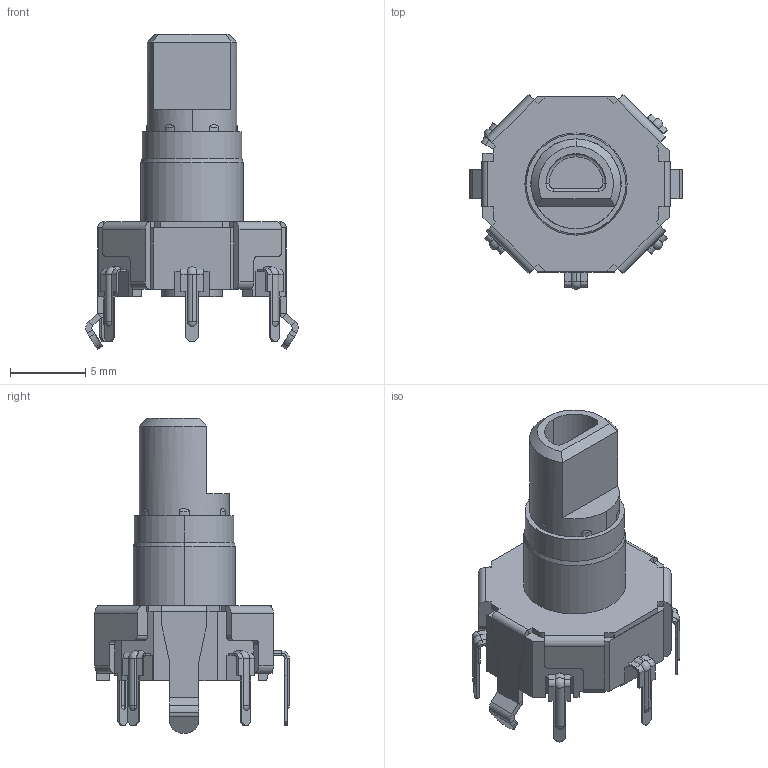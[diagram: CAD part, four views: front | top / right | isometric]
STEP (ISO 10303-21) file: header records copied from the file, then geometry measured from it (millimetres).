
FILE_DESCRIPTION(('STEP AP214'),'1');
FILE_NAME ('EC12D1524403.STEP', '2010-10-27T12:49:01', ( 'ALPS' ), ( 'ALPS' ), 'SwSTEP 2.0', 'SolidWorks 2007', '' );
FILE_SCHEMA(('automotive_design'));
Length unit declared in the file: inch
Products named in the file (1): EC12D1524403
Bounding box: 14.15 x 12.96 x 20.98 mm (x, y, z)
Volume: 904.4 mm3; surface area: 877.5 mm2
Topology: 1 solids, 1 shells, 411 faces, 1033 edges, 628 vertices
Faces by surface type: plane 261, cylinder 108, torus 20, sphere 18, cone 4
Entity records: 15529 total; most frequent: CARTESIAN_POINT 2280, DIRECTION 2100, ORIENTED_EDGE 2066, EDGE_CURVE 1033, LINE 742, VECTOR 742, AXIS2_PLACEMENT_3D 679, VERTEX_POINT 628
